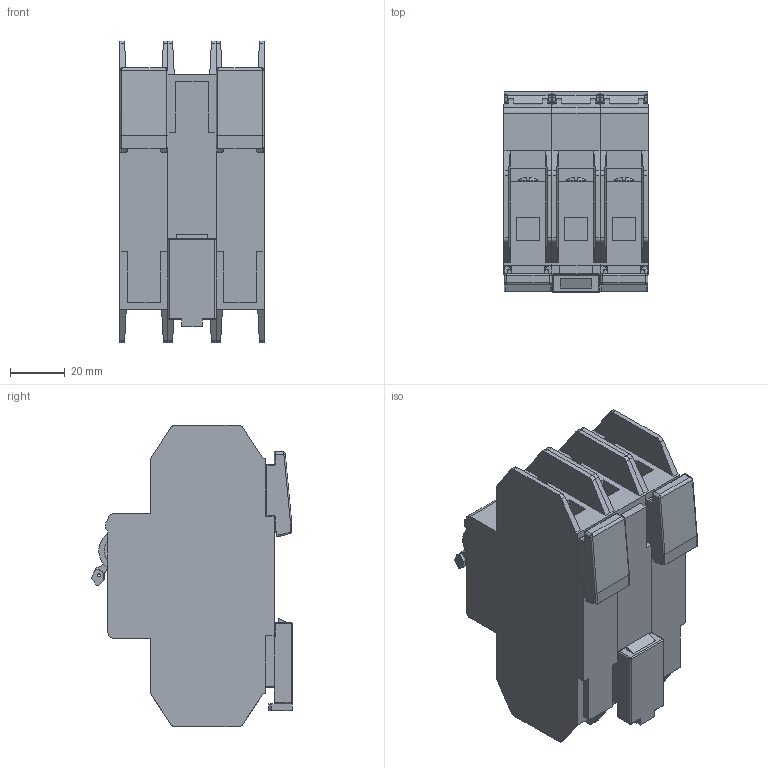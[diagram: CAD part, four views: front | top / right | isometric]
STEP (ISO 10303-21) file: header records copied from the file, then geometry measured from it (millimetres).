
FILE_DESCRIPTION (( 'STEP AP214' ), '1' );
FILE_NAME ('Techna Jtec 489 3 Pole.STEP', '2020-05-21T12:24:59', ( '' ), ( '' ), 'SwSTEP 2.0', 'SolidWorks 2020', '' );
FILE_SCHEMA (( 'AUTOMOTIVE_DESIGN' ));
Length unit declared in the file: millimetre
Products named in the file (8): Techna Jtec 489; JTEC 489_Techna Logo; Techna Jtec 489_No Logo; Foot 2; JTEC 489; Techna Jtec 489 3 Pole; Foot 1
Assembly tree (9 placements, depth 3):
  Techna Jtec 489 3 Pole
    Techna Jtec 489_No Logo
      JTEC 489
      Foot 2
    Techna Jtec 489
      JTEC 489_Techna Logo
      Foot 2
    Techna Jtec 489_No Logo
      JTEC 489
      Foot 1
Bounding box: 52.66 x 73.04 x 110 mm (x, y, z)
Volume: 245371.5 mm3; surface area: 66257.7 mm2
Topology: 6 solids, 6 shells, 1256 faces, 3334 edges, 2107 vertices
Faces by surface type: plane 674, cylinder 447, bspline 79, torus 38, sphere 18
Entity records: 40138 total; most frequent: CARTESIAN_POINT 8512, ORIENTED_EDGE 5280, DIRECTION 5063, EDGE_CURVE 2640, LINE 1775, VECTOR 1775, VERTEX_POINT 1699, AXIS2_PLACEMENT_3D 1644
